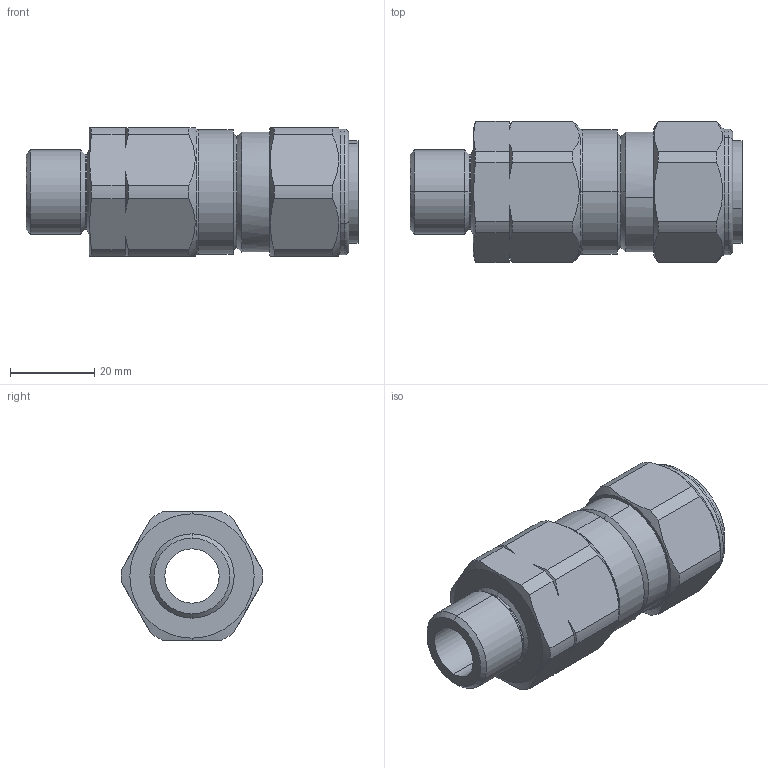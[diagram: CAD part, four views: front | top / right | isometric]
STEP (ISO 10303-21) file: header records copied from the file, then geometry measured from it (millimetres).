
FILE_DESCRIPTION (( 'STEP AP203' ), '1' );
FILE_NAME ('20PX2K%1RA.STEP', '2021-05-11T13:22:41', ( '' ), ( '' ), 'SwSTEP 2.0', 'SolidWorks 2017', '' );
FILE_SCHEMA (( 'CONFIG_CONTROL_DESIGN' ));
Length unit declared in the file: millimetre
Products named in the file (1): 20PX2K%1RA
Bounding box: 78.85 x 33.53 x 30.5 mm (x, y, z)
Volume: 33341.5 mm3; surface area: 13221.7 mm2
Topology: 1 solids, 1 shells, 102 faces, 252 edges, 160 vertices
Faces by surface type: cylinder 38, cone 30, plane 28, torus 6
Entity records: 3357 total; most frequent: CARTESIAN_POINT 839, DIRECTION 530, ORIENTED_EDGE 504, EDGE_CURVE 252, AXIS2_PLACEMENT_3D 219, VERTEX_POINT 160, CIRCLE 116, EDGE_LOOP 112
